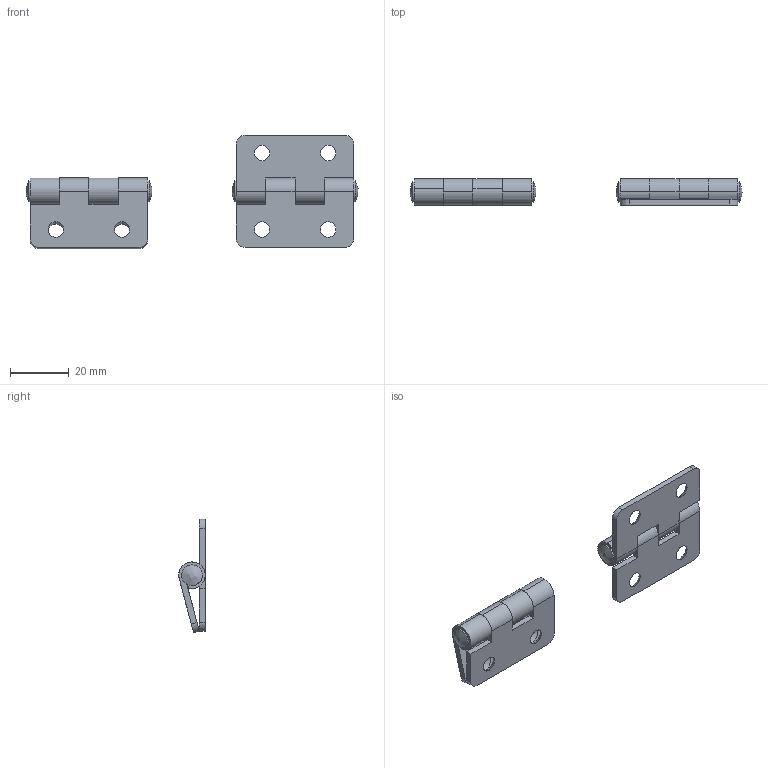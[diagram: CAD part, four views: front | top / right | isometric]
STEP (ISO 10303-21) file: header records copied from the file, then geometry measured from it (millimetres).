
FILE_DESCRIPTION (( 'STEP AP214' ), '1' );
FILE_NAME ('02122-Butt Hinge 304 Stainless Steel 38x40mm.STEP', '2018-07-26T22:53:53', ( '' ), ( '' ), 'SwSTEP 2.0', 'SolidWorks 2018', '' );
FILE_SCHEMA (( 'AUTOMOTIVE_DESIGN' ));
Length unit declared in the file: millimetre
Products named in the file (9): Butt Hinge Part; 02122-Butt Hinge 304 Stainless Steel 38x40mm; Butt Hinge Pin; Butt Hinge Part_2122; Butt Hinge Pin_2122
Assembly tree (6 placements, depth 2):
  Butt Hinge Part
  02122-Butt Hinge 304 Stainless Steel 38x40mm
    Butt Hinge Part_2122  x4
    Butt Hinge Pin_2122  x2
  Butt Hinge Pin
  Butt Hinge Pin
  Butt Hinge Part
Bounding box: 112.75 x 9 x 38.52 mm (x, y, z)
Volume: 9386.8 mm3; surface area: 11290.2 mm2
Topology: 6 solids, 6 shells, 1204 faces, 3260 edges, 2168 vertices
Faces by surface type: plane 628, bspline 476, cylinder 84, cone 16
Entity records: 16352 total; most frequent: CARTESIAN_POINT 9236, ORIENTED_EDGE 1648, DIRECTION 1024, EDGE_CURVE 824, VERTEX_POINT 548, LINE 536, VECTOR 536, EDGE_LOOP 336
